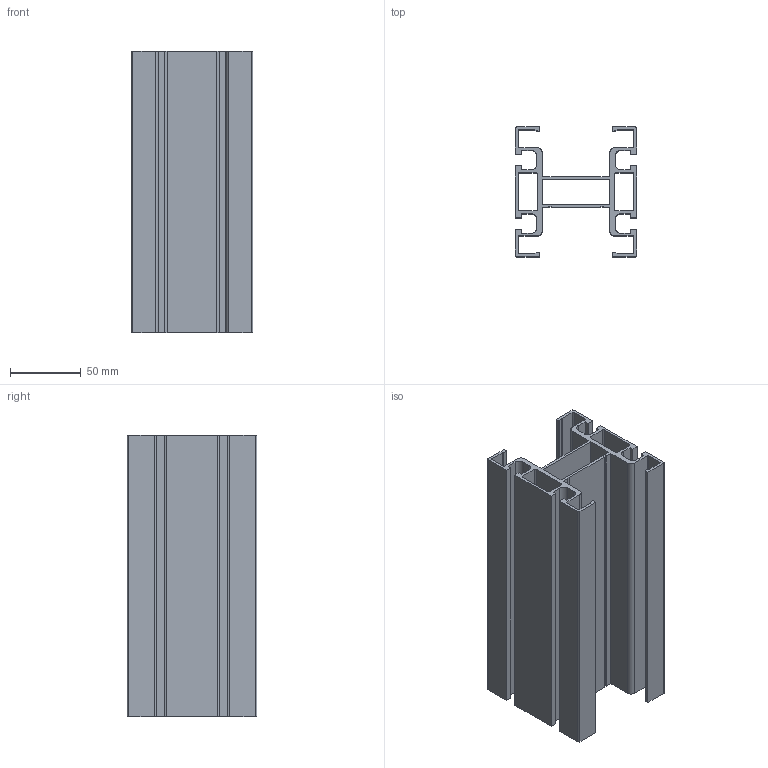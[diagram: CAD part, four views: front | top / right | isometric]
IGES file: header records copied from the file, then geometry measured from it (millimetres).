
Global section: file name: 108692; native system: Autodesk Inventor 2021; preprocessor: unknown; author: Szczepanik; date: 20240327.134419; units: millimetre
Bounding box: 86 x 92 x 200 mm (x, y, z)
Volume: 268896.1 mm3; surface area: 214353 mm2
Topology: 1 solids, 1 shells, 138 faces, 408 edges, 272 vertices
Faces by surface type: bspline 138
